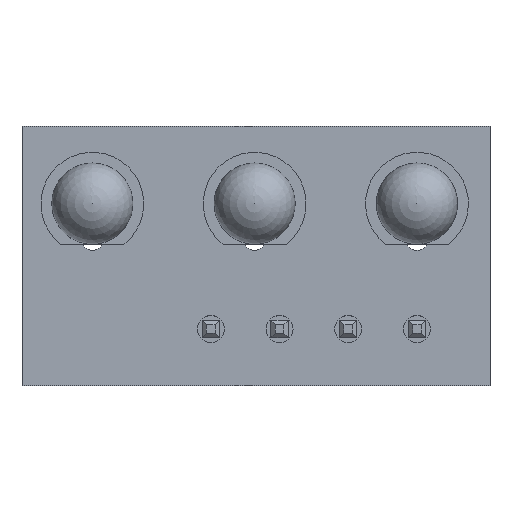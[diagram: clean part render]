
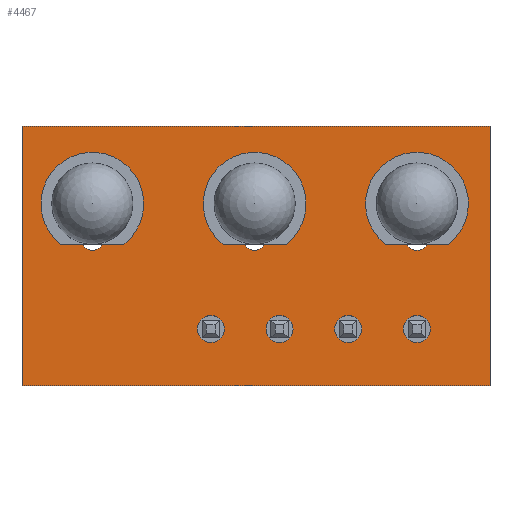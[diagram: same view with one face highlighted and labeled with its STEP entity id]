
A CAD part, top view. The second image highlights one B-rep face of the part: STEP entity #4467.
In plain terms, the highlighted planar face has unit normal (0, 0, 1).
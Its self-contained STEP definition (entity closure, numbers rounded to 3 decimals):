
#4245 = VERTEX_POINT('',#4246);
#4246 = CARTESIAN_POINT('',(8.65,-4.8,1.6));
#4252 = EDGE_CURVE('',#4245,#4253,#4255,.T.);
#4253 = VERTEX_POINT('',#4254);
#4254 = CARTESIAN_POINT('',(-8.65,-4.8,1.6));
#4255 = LINE('',#4256,#4257);
#4256 = CARTESIAN_POINT('',(8.65,-4.8,1.6));
#4257 = VECTOR('',#4258,1.);
#4258 = DIRECTION('',(-1.,0.,0.));
#4285 = VERTEX_POINT('',#4286);
#4286 = CARTESIAN_POINT('',(8.65,4.8,1.6));
#4292 = EDGE_CURVE('',#4285,#4245,#4293,.T.);
#4293 = LINE('',#4294,#4295);
#4294 = CARTESIAN_POINT('',(8.65,4.8,1.6));
#4295 = VECTOR('',#4296,1.);
#4296 = DIRECTION('',(0.,-1.,0.));
#4314 = EDGE_CURVE('',#4253,#4315,#4317,.T.);
#4315 = VERTEX_POINT('',#4316);
#4316 = CARTESIAN_POINT('',(-8.65,4.8,1.6));
#4317 = LINE('',#4318,#4319);
#4318 = CARTESIAN_POINT('',(-8.65,-4.8,1.6));
#4319 = VECTOR('',#4320,1.);
#4320 = DIRECTION('',(0.,1.,0.));
#4467 = ADVANCED_FACE('',(#4468,#4479,#4490,#4501,#4512,#4523,#4534,
    #4545,#4556,#4567,#4578),#4589,.T.);
#4468 = FACE_BOUND('',#4469,.T.);
#4469 = EDGE_LOOP('',(#4470,#4471,#4472,#4478));
#4470 = ORIENTED_EDGE('',*,*,#4252,.F.);
#4471 = ORIENTED_EDGE('',*,*,#4292,.F.);
#4472 = ORIENTED_EDGE('',*,*,#4473,.F.);
#4473 = EDGE_CURVE('',#4315,#4285,#4474,.T.);
#4474 = LINE('',#4475,#4476);
#4475 = CARTESIAN_POINT('',(-8.65,4.8,1.6));
#4476 = VECTOR('',#4477,1.);
#4477 = DIRECTION('',(1.,0.,0.));
#4478 = ORIENTED_EDGE('',*,*,#4314,.F.);
#4479 = FACE_BOUND('',#4480,.T.);
#4480 = EDGE_LOOP('',(#4481));
#4481 = ORIENTED_EDGE('',*,*,#4482,.T.);
#4482 = EDGE_CURVE('',#4483,#4483,#4485,.T.);
#4483 = VERTEX_POINT('',#4484);
#4484 = CARTESIAN_POINT('',(-1.67,-3.2,1.6));
#4485 = CIRCLE('',#4486,0.5);
#4486 = AXIS2_PLACEMENT_3D('',#4487,#4488,#4489);
#4487 = CARTESIAN_POINT('',(-1.67,-2.7,1.6));
#4488 = DIRECTION('',(-0.,0.,-1.));
#4489 = DIRECTION('',(-0.,-1.,0.));
#4490 = FACE_BOUND('',#4491,.T.);
#4491 = EDGE_LOOP('',(#4492));
#4492 = ORIENTED_EDGE('',*,*,#4493,.T.);
#4493 = EDGE_CURVE('',#4494,#4494,#4496,.T.);
#4494 = VERTEX_POINT('',#4495);
#4495 = CARTESIAN_POINT('',(0.87,-3.2,1.6));
#4496 = CIRCLE('',#4497,0.5);
#4497 = AXIS2_PLACEMENT_3D('',#4498,#4499,#4500);
#4498 = CARTESIAN_POINT('',(0.87,-2.7,1.6));
#4499 = DIRECTION('',(-0.,0.,-1.));
#4500 = DIRECTION('',(0.,-1.,0.));
#4501 = FACE_BOUND('',#4502,.T.);
#4502 = EDGE_LOOP('',(#4503));
#4503 = ORIENTED_EDGE('',*,*,#4504,.T.);
#4504 = EDGE_CURVE('',#4505,#4505,#4507,.T.);
#4505 = VERTEX_POINT('',#4506);
#4506 = CARTESIAN_POINT('',(3.41,-3.2,1.6));
#4507 = CIRCLE('',#4508,0.5);
#4508 = AXIS2_PLACEMENT_3D('',#4509,#4510,#4511);
#4509 = CARTESIAN_POINT('',(3.41,-2.7,1.6));
#4510 = DIRECTION('',(-0.,0.,-1.));
#4511 = DIRECTION('',(-0.,-1.,0.));
#4512 = FACE_BOUND('',#4513,.T.);
#4513 = EDGE_LOOP('',(#4514));
#4514 = ORIENTED_EDGE('',*,*,#4515,.T.);
#4515 = EDGE_CURVE('',#4516,#4516,#4518,.T.);
#4516 = VERTEX_POINT('',#4517);
#4517 = CARTESIAN_POINT('',(5.95,-3.2,1.6));
#4518 = CIRCLE('',#4519,0.5);
#4519 = AXIS2_PLACEMENT_3D('',#4520,#4521,#4522);
#4520 = CARTESIAN_POINT('',(5.95,-2.7,1.6));
#4521 = DIRECTION('',(-0.,0.,-1.));
#4522 = DIRECTION('',(-0.,-1.,0.));
#4523 = FACE_BOUND('',#4524,.T.);
#4524 = EDGE_LOOP('',(#4525));
#4525 = ORIENTED_EDGE('',*,*,#4526,.T.);
#4526 = EDGE_CURVE('',#4527,#4527,#4529,.T.);
#4527 = VERTEX_POINT('',#4528);
#4528 = CARTESIAN_POINT('',(-6.05,0.21,1.6));
#4529 = CIRCLE('',#4530,0.45);
#4530 = AXIS2_PLACEMENT_3D('',#4531,#4532,#4533);
#4531 = CARTESIAN_POINT('',(-6.05,0.66,1.6));
#4532 = DIRECTION('',(-0.,0.,-1.));
#4533 = DIRECTION('',(-0.,-1.,0.));
#4534 = FACE_BOUND('',#4535,.T.);
#4535 = EDGE_LOOP('',(#4536));
#4536 = ORIENTED_EDGE('',*,*,#4537,.T.);
#4537 = EDGE_CURVE('',#4538,#4538,#4540,.T.);
#4538 = VERTEX_POINT('',#4539);
#4539 = CARTESIAN_POINT('',(-0.05,0.21,1.6));
#4540 = CIRCLE('',#4541,0.45);
#4541 = AXIS2_PLACEMENT_3D('',#4542,#4543,#4544);
#4542 = CARTESIAN_POINT('',(-0.05,0.66,1.6));
#4543 = DIRECTION('',(-0.,0.,-1.));
#4544 = DIRECTION('',(0.,-1.,0.));
#4545 = FACE_BOUND('',#4546,.T.);
#4546 = EDGE_LOOP('',(#4547));
#4547 = ORIENTED_EDGE('',*,*,#4548,.T.);
#4548 = EDGE_CURVE('',#4549,#4549,#4551,.T.);
#4549 = VERTEX_POINT('',#4550);
#4550 = CARTESIAN_POINT('',(-6.05,2.75,1.6));
#4551 = CIRCLE('',#4552,0.45);
#4552 = AXIS2_PLACEMENT_3D('',#4553,#4554,#4555);
#4553 = CARTESIAN_POINT('',(-6.05,3.2,1.6));
#4554 = DIRECTION('',(-0.,0.,-1.));
#4555 = DIRECTION('',(-0.,-1.,0.));
#4556 = FACE_BOUND('',#4557,.T.);
#4557 = EDGE_LOOP('',(#4558));
#4558 = ORIENTED_EDGE('',*,*,#4559,.T.);
#4559 = EDGE_CURVE('',#4560,#4560,#4562,.T.);
#4560 = VERTEX_POINT('',#4561);
#4561 = CARTESIAN_POINT('',(-0.05,2.75,1.6));
#4562 = CIRCLE('',#4563,0.45);
#4563 = AXIS2_PLACEMENT_3D('',#4564,#4565,#4566);
#4564 = CARTESIAN_POINT('',(-0.05,3.2,1.6));
#4565 = DIRECTION('',(-0.,0.,-1.));
#4566 = DIRECTION('',(0.,-1.,-0.));
#4567 = FACE_BOUND('',#4568,.T.);
#4568 = EDGE_LOOP('',(#4569));
#4569 = ORIENTED_EDGE('',*,*,#4570,.T.);
#4570 = EDGE_CURVE('',#4571,#4571,#4573,.T.);
#4571 = VERTEX_POINT('',#4572);
#4572 = CARTESIAN_POINT('',(5.95,0.21,1.6));
#4573 = CIRCLE('',#4574,0.45);
#4574 = AXIS2_PLACEMENT_3D('',#4575,#4576,#4577);
#4575 = CARTESIAN_POINT('',(5.95,0.66,1.6));
#4576 = DIRECTION('',(-0.,0.,-1.));
#4577 = DIRECTION('',(-0.,-1.,0.));
#4578 = FACE_BOUND('',#4579,.T.);
#4579 = EDGE_LOOP('',(#4580));
#4580 = ORIENTED_EDGE('',*,*,#4581,.T.);
#4581 = EDGE_CURVE('',#4582,#4582,#4584,.T.);
#4582 = VERTEX_POINT('',#4583);
#4583 = CARTESIAN_POINT('',(5.95,2.75,1.6));
#4584 = CIRCLE('',#4585,0.45);
#4585 = AXIS2_PLACEMENT_3D('',#4586,#4587,#4588);
#4586 = CARTESIAN_POINT('',(5.95,3.2,1.6));
#4587 = DIRECTION('',(-0.,0.,-1.));
#4588 = DIRECTION('',(-0.,-1.,0.));
#4589 = PLANE('',#4590);
#4590 = AXIS2_PLACEMENT_3D('',#4591,#4592,#4593);
#4591 = CARTESIAN_POINT('',(0.,0.,1.6));
#4592 = DIRECTION('',(0.,0.,1.));
#4593 = DIRECTION('',(1.,0.,-0.));
